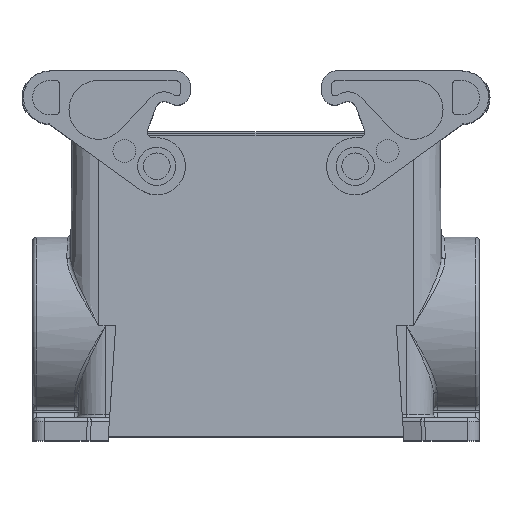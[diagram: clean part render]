
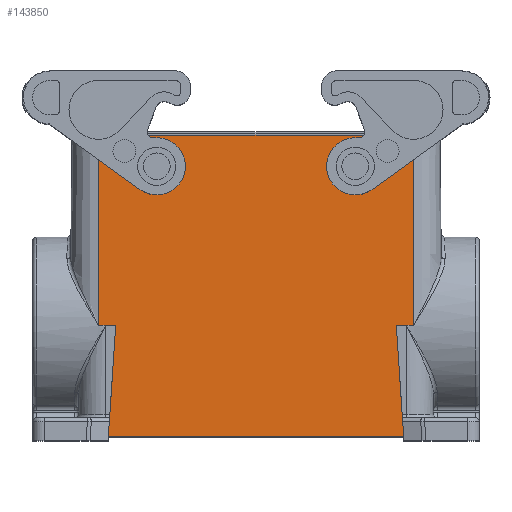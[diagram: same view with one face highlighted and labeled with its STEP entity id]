
A CAD part, top view. The second image highlights one B-rep face of the part: STEP entity #143850.
In plain terms, the highlighted planar face has unit normal (0, 0.009, 1).
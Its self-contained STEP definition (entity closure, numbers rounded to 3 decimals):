
#1650=CARTESIAN_POINT('',(-57.247,23.6,23.));
#1660=VERTEX_POINT('',#1650);
#2180=CARTESIAN_POINT('',(25.253,23.6,23.));
#2190=VERTEX_POINT('',#2180);
#2220=CARTESIAN_POINT('',(0.,23.6,23.));
#2230=DIRECTION('',(1.,0.,0.));
#2240=VECTOR('',#2230,1.);
#2250=LINE('',#2220,#2240);
#2260=EDGE_CURVE('',#1660,#2190,#2250,.T.);
#51760=CARTESIAN_POINT('',(-55.497,-26.195,
23.435));
#51770=VERTEX_POINT('',#51760);
#51800=CARTESIAN_POINT('',(-5.493,-26.195,
23.435));
#51810=DIRECTION('',(1.,0.,0.));
#51820=VECTOR('',#51810,1.);
#51830=LINE('',#51800,#51820);
#51840=CARTESIAN_POINT('',(-52.754,-26.195,
23.435));
#51850=VERTEX_POINT('',#51840);
#51860=EDGE_CURVE('',#51770,#51850,#51830,.T.);
#52040=CARTESIAN_POINT('',(-57.247,23.6,23.));
#52050=DIRECTION('',(0.,-1.,
0.009));
#52060=VECTOR('',#52050,802.151);
#52070=LINE('',#52040,#52060);
#52080=CARTESIAN_POINT('',(-57.247,-26.195,
23.435));
#52090=VERTEX_POINT('',#52080);
#52100=EDGE_CURVE('',#1660,#52090,#52070,.T.);
#54010=CARTESIAN_POINT('',(-54.329,-50.01,
23.642));
#54020=VERTEX_POINT('',#54010);
#64440=CARTESIAN_POINT('',(-51.022,0.,23.206));
#64450=DIRECTION('',(0.066,0.998,
-0.009));
#64460=VECTOR('',#64450,1.);
#64470=LINE('',#64440,#64460);
#64480=CARTESIAN_POINT('',(-54.686,-55.4,23.689
));
#64490=VERTEX_POINT('',#64480);
#64500=EDGE_CURVE('',#64490,#54020,#64470,.T.);
#73760=CARTESIAN_POINT('',(-51.022,0.002,
23.206));
#73770=DIRECTION('',(0.066,0.998,
-0.009));
#73780=VECTOR('',#73770,1.);
#73790=LINE('',#73760,#73780);
#73800=EDGE_CURVE('',#54020,#51850,#73790,.T.);
#109670=CARTESIAN_POINT('',(20.761,-26.195,
23.435));
#109680=VERTEX_POINT('',#109670);
#109710=CARTESIAN_POINT('',(-26.5,-26.195,23.435));
#109720=DIRECTION('',(-1.,0.,0.));
#109730=VECTOR('',#109720,1.);
#109740=LINE('',#109710,#109730);
#109750=CARTESIAN_POINT('',(23.503,-26.195,
23.435));
#109760=VERTEX_POINT('',#109750);
#109770=EDGE_CURVE('',#109760,#109680,#109740,.T.);
#110170=CARTESIAN_POINT('',(25.253,23.6,23.));
#110180=DIRECTION('',(0.,-1.,
0.009));
#110190=VECTOR('',#110180,802.151);
#110200=LINE('',#110170,#110190);
#110210=CARTESIAN_POINT('',(25.253,-26.195,
23.435));
#110220=VERTEX_POINT('',#110210);
#110230=EDGE_CURVE('',#2190,#110220,#110200,.T.);
#131520=CARTESIAN_POINT('',(22.693,-55.4,23.689))
;
#131530=VERTEX_POINT('',#131520);
#131560=CARTESIAN_POINT('',(19.029,0.,23.206));
#131570=DIRECTION('',(-0.066,0.998,
-0.009));
#131580=VECTOR('',#131570,1.);
#131590=LINE('',#131560,#131580);
#131600=CARTESIAN_POINT('',(22.336,-50.01,
23.642));
#131610=VERTEX_POINT('',#131600);
#131620=EDGE_CURVE('',#131530,#131610,#131590,.T.);
#143090=CARTESIAN_POINT('',(0.,-55.4,23.689));
#143100=DIRECTION('',(1.,0.,0.));
#143110=VECTOR('',#143100,1.);
#143120=LINE('',#143090,#143110);
#143130=EDGE_CURVE('',#64490,#131530,#143120,.T.);
#143210=CARTESIAN_POINT('',(-74.247,1.601,
23.192));
#143220=DIRECTION('',(0.,0.009,
1.));
#143230=DIRECTION('',(1.,0.,0.));
#143240=AXIS2_PLACEMENT_3D('',#143210,#143220,#143230);
#143250=PLANE('',#143240);
#143260=CARTESIAN_POINT('',(10.003,15.5,23.071))
;
#143270=DIRECTION('',(0.,0.009,
1.));
#143280=DIRECTION('',(0.,1.,
-0.009));
#143290=AXIS2_PLACEMENT_3D('',#143260,#143270,#143280);
#143300=ELLIPSE('',#143290,3.5,3.5);
#143310=CARTESIAN_POINT('',(6.503,15.5,23.071));
#143320=VERTEX_POINT('',#143310);
#143330=CARTESIAN_POINT('',(13.503,15.5,23.071))
;
#143340=VERTEX_POINT('',#143330);
#143350=EDGE_CURVE('',#143320,#143340,#143300,.T.);
#143360=ORIENTED_EDGE('',*,*,#143350,.F.);
#143370=EDGE_CURVE('',#143340,#143320,#143300,.T.);
#143380=ORIENTED_EDGE('',*,*,#143370,.F.);
#143390=EDGE_LOOP('',(#143380,#143360));
#143400=FACE_BOUND('',#143390,.T.);
#143410=CARTESIAN_POINT('',(-41.997,15.5,23.071)
);
#143420=DIRECTION('',(0.,0.009,
1.));
#143430=DIRECTION('',(0.,1.,
-0.009));
#143440=AXIS2_PLACEMENT_3D('',#143410,#143420,#143430);
#143450=ELLIPSE('',#143440,3.5,3.5);
#143460=CARTESIAN_POINT('',(-38.497,15.5,23.071)
);
#143470=VERTEX_POINT('',#143460);
#143480=CARTESIAN_POINT('',(-45.497,15.5,23.071)
);
#143490=VERTEX_POINT('',#143480);
#143500=EDGE_CURVE('',#143470,#143490,#143450,.T.);
#143510=ORIENTED_EDGE('',*,*,#143500,.F.);
#143520=EDGE_CURVE('',#143490,#143470,#143450,.T.);
#143530=ORIENTED_EDGE('',*,*,#143520,.F.);
#143540=EDGE_LOOP('',(#143530,#143510));
#143550=FACE_BOUND('',#143540,.T.);
#143560=ORIENTED_EDGE('',*,*,#64500,.F.);
#143570=ORIENTED_EDGE('',*,*,#73800,.F.);
#143580=ORIENTED_EDGE('',*,*,#51860,.T.);
#143590=CARTESIAN_POINT('',(-67.054,-26.195,
23.435));
#143600=DIRECTION('',(-1.,0.,0.));
#143610=VECTOR('',#143600,1.);
#143620=LINE('',#143590,#143610);
#143630=EDGE_CURVE('',#51770,#52090,#143620,.T.);
#143640=ORIENTED_EDGE('',*,*,#143630,.F.);
#143650=ORIENTED_EDGE('',*,*,#52100,.T.);
#143660=ORIENTED_EDGE('',*,*,#2260,.F.);
#143670=ORIENTED_EDGE('',*,*,#110230,.F.);
#143680=CARTESIAN_POINT('',(35.061,-26.195,
23.435));
#143690=DIRECTION('',(1.,0.,0.));
#143700=VECTOR('',#143690,1.);
#143710=LINE('',#143680,#143700);
#143720=EDGE_CURVE('',#109760,#110220,#143710,.T.);
#143730=ORIENTED_EDGE('',*,*,#143720,.T.);
#143740=ORIENTED_EDGE('',*,*,#109770,.F.);
#143750=CARTESIAN_POINT('',(19.029,0.002,
23.206));
#143760=DIRECTION('',(-0.066,0.998,
-0.009));
#143770=VECTOR('',#143760,1.);
#143780=LINE('',#143750,#143770);
#143790=EDGE_CURVE('',#131610,#109680,#143780,.T.);
#143800=ORIENTED_EDGE('',*,*,#143790,.T.);
#143810=ORIENTED_EDGE('',*,*,#131620,.T.);
#143820=ORIENTED_EDGE('',*,*,#143130,.T.);
#143830=EDGE_LOOP('',(#143820,#143810,#143800,#143740,#143730,#143670,
#143660,#143650,#143640,#143580,#143570,#143560));
#143840=FACE_OUTER_BOUND('',#143830,.T.);
#143850=ADVANCED_FACE('',(#143400,#143550,#143840),#143250,.T.);
